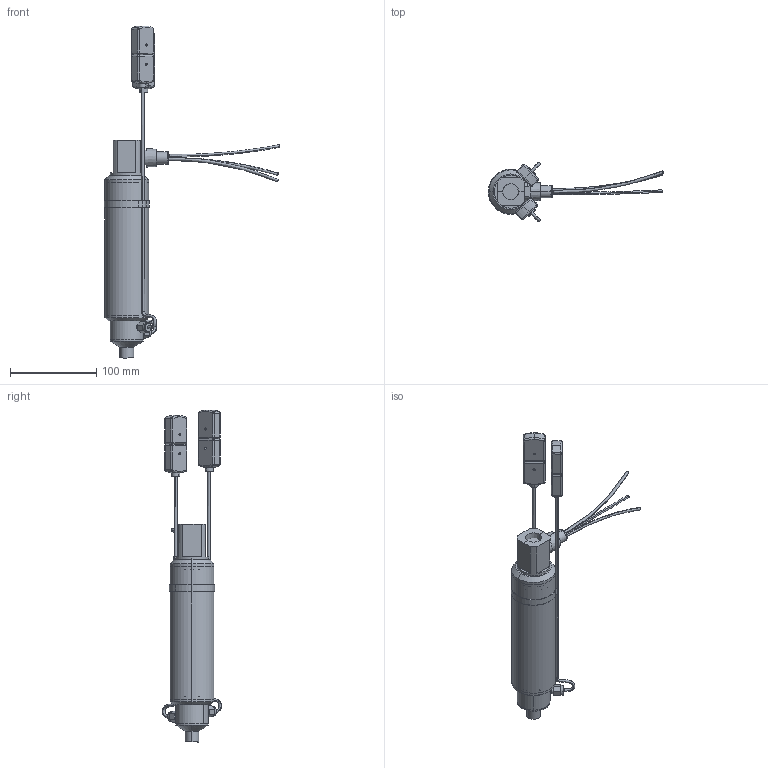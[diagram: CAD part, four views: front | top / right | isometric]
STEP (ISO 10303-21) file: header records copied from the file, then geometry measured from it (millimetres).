
FILE_DESCRIPTION (( 'STEP AP203' ), '1' );
FILE_NAME ('CT150 1CER 1-2F 1-4F-TF2 AUG2017 203.STEP', '2017-08-31T18:09:24', ( '' ), ( '' ), 'SwSTEP 2.0', 'SolidWorks 2017', '' );
FILE_SCHEMA (( 'CONFIG_CONTROL_DESIGN' ));
Length unit declared in the file: inch
Products named in the file (1): CT150 1CER 1-2F 1-4F-TF2 AUG2017 203
Bounding box: 203.32 x 68.52 x 384.78 mm (x, y, z)
Volume: 149286.8 mm3; surface area: 119178.8 mm2
Topology: 28 solids, 28 shells, 525 faces, 1166 edges, 705 vertices
Faces by surface type: cylinder 244, plane 148, cone 59, sphere 32, bspline 24, torus 18
Entity records: 17713 total; most frequent: CARTESIAN_POINT 5830, DIRECTION 2680, ORIENTED_EDGE 2300, EDGE_CURVE 1150, AXIS2_PLACEMENT_3D 1119, VERTEX_POINT 705, CIRCLE 617, EDGE_LOOP 595
